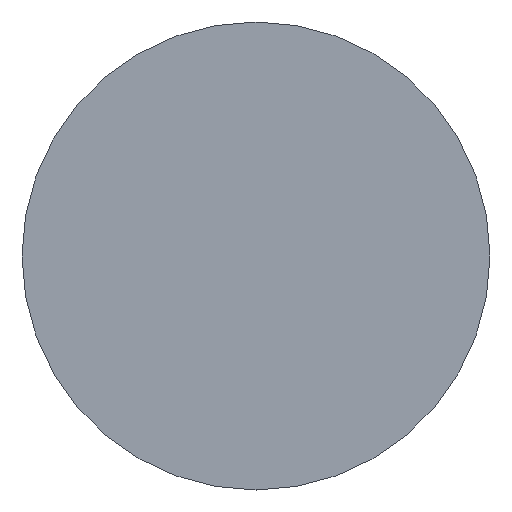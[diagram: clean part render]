
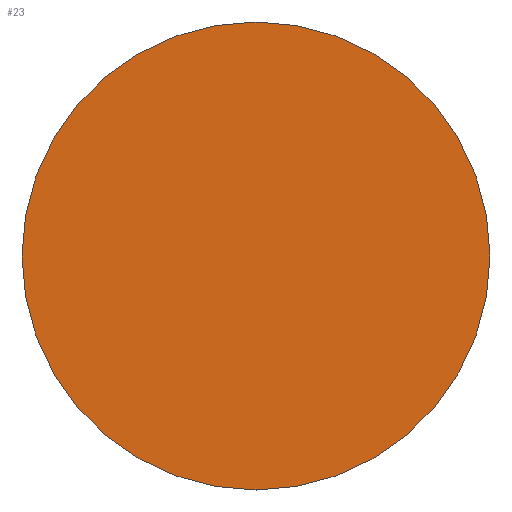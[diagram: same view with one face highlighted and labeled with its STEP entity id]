
A CAD part, front view. The second image highlights one B-rep face of the part: STEP entity #23.
In plain terms, the highlighted planar face has unit normal (0, -1, 0).
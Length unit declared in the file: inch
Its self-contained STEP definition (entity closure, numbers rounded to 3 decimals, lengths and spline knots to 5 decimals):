
#8 = CARTESIAN_POINT ( 'NONE',  ( 0., 0., 0. ) ) ;
#12 = VERTEX_POINT ( 'NONE', #19 ) ;
#16 = CARTESIAN_POINT ( 'NONE',  ( 0., 0., 0. ) ) ;
#19 = CARTESIAN_POINT ( 'NONE',  ( 0., 0., -0.21875 ) ) ;
#21 = FACE_OUTER_BOUND ( 'NONE', #274, .T. ) ;
#23 = ADVANCED_FACE ( 'NONE', ( #21 ), #211, .T. ) ;
#85 = DIRECTION ( 'NONE',  ( 0., 0., -1. ) ) ;
#87 = AXIS2_PLACEMENT_3D ( 'NONE', #16, #257, #143 ) ;
#104 = DIRECTION ( 'NONE',  ( 0., -1., 0. ) ) ;
#111 = EDGE_CURVE ( 'NONE', #12, #202, #200, .T. ) ;
#131 = DIRECTION ( 'NONE',  ( 0., 0., -1. ) ) ;
#132 = AXIS2_PLACEMENT_3D ( 'NONE', #8, #104, #131 ) ;
#143 = DIRECTION ( 'NONE',  ( 0., 0., -1. ) ) ;
#161 = ORIENTED_EDGE ( 'NONE', *, *, #111, .T. ) ;
#180 = CIRCLE ( 'NONE', #132, 0.21875 ) ;
#196 = CARTESIAN_POINT ( 'NONE',  ( 0., 0., 0. ) ) ;
#200 = CIRCLE ( 'NONE', #234, 0.21875 ) ;
#202 = VERTEX_POINT ( 'NONE', #245 ) ;
#211 = PLANE ( 'NONE',  #87 ) ;
#234 = AXIS2_PLACEMENT_3D ( 'NONE', #196, #297, #85 ) ;
#245 = CARTESIAN_POINT ( 'NONE',  ( 0., 0., 0.21875 ) ) ;
#248 = ORIENTED_EDGE ( 'NONE', *, *, #301, .T. ) ;
#257 = DIRECTION ( 'NONE',  ( 0., -1., 0. ) ) ;
#274 = EDGE_LOOP ( 'NONE', ( #161, #248 ) ) ;
#297 = DIRECTION ( 'NONE',  ( 0., -1., 0. ) ) ;
#301 = EDGE_CURVE ( 'NONE', #202, #12, #180, .T. ) ;
